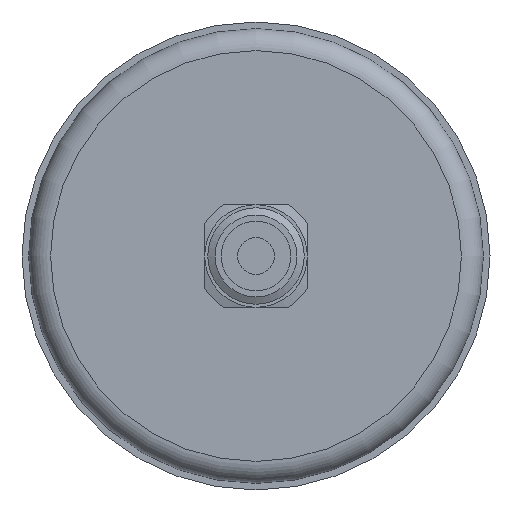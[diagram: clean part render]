
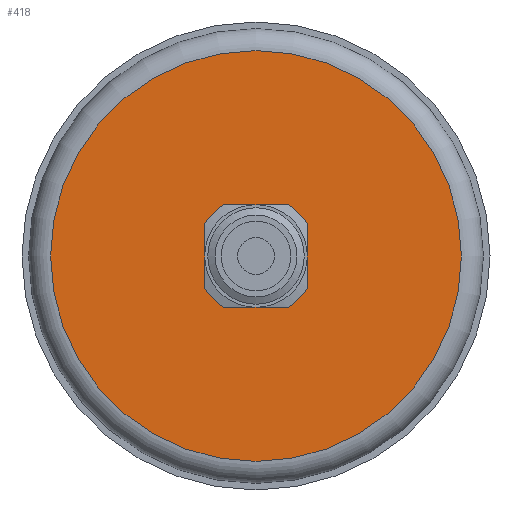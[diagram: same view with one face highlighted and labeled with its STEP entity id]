
A CAD part, front view. The second image highlights one B-rep face of the part: STEP entity #418.
In plain terms, the highlighted planar face has unit normal (0, -1, 0).
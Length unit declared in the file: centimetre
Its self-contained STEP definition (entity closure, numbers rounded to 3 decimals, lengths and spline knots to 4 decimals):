
#65=FACE_BOUND('',#114,.T.);
#82=FACE_OUTER_BOUND('',#113,.T.);
#113=EDGE_LOOP('',(#276));
#114=EDGE_LOOP('',(#277));
#161=CIRCLE('',#452,2.8);
#162=CIRCLE('',#453,0.675);
#190=VERTEX_POINT('',#647);
#191=VERTEX_POINT('',#649);
#227=EDGE_CURVE('',#190,#190,#161,.T.);
#228=EDGE_CURVE('',#191,#191,#162,.T.);
#276=ORIENTED_EDGE('',*,*,#227,.F.);
#277=ORIENTED_EDGE('',*,*,#228,.T.);
#374=PLANE('',#451);
#418=ADVANCED_FACE('',(#82,#65),#374,.F.);
#451=AXIS2_PLACEMENT_3D('',#646,#513,#514);
#452=AXIS2_PLACEMENT_3D('',#648,#515,#516);
#453=AXIS2_PLACEMENT_3D('',#650,#517,#518);
#513=DIRECTION('center_axis',(0.,1.,0.));
#514=DIRECTION('ref_axis',(0.,0.,1.));
#515=DIRECTION('center_axis',(0.,1.,0.));
#516=DIRECTION('ref_axis',(0.,0.,1.));
#517=DIRECTION('center_axis',(0.,1.,0.));
#518=DIRECTION('ref_axis',(0.,0.,-1.));
#646=CARTESIAN_POINT('Origin',(2.2,0.6,0.));
#647=CARTESIAN_POINT('',(0.,0.6,2.8));
#648=CARTESIAN_POINT('Origin',(0.,0.6,0.));
#649=CARTESIAN_POINT('',(0.,0.6,-0.675));
#650=CARTESIAN_POINT('Origin',(0.,0.6,0.));
